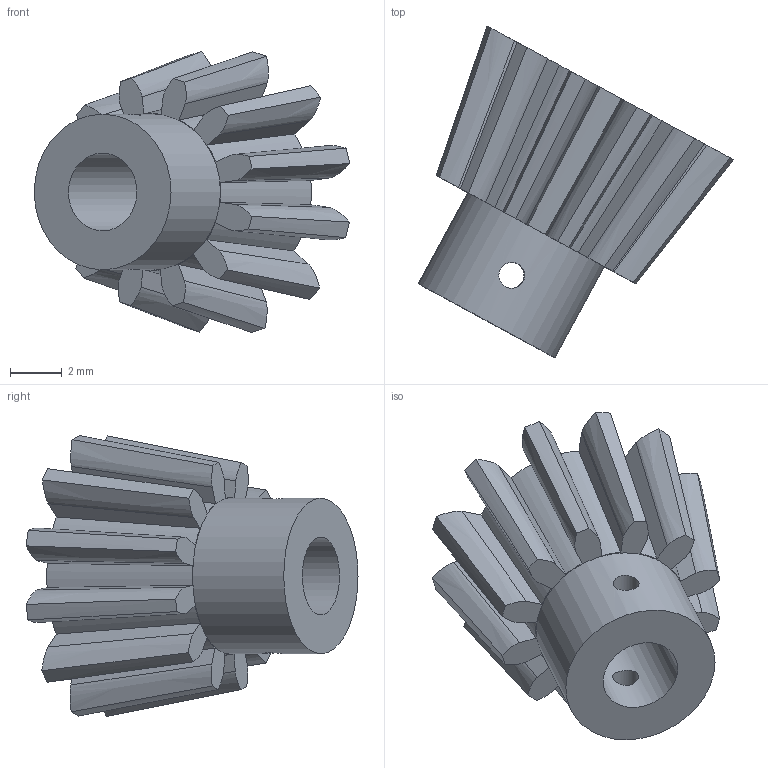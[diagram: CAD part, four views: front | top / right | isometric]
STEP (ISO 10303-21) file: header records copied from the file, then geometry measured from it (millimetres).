
FILE_DESCRIPTION(/* description */ (''),/* implementation_level */ '2;1');
FILE_NAME(/* name */ 'PinionGear.step',/* time_stamp */ '2026-01-01T21:42:03+01:00',/* author */ (''),/* organization */ (''),/* preprocessor_version */ 'ST-DEVELOPER v20.1',/* originating_system */ 'Autodesk Translation Framework v14.21.0.0',/* authorisation */ '');
FILE_SCHEMA (('AUTOMOTIVE_DESIGN { 1 0 10303 214 3 1 1 }'));
Length unit declared in the file: millimetre
Products named in the file (3): TabletHolderAssembly_NokiaT10; BevelGear; PinionGear
Assembly tree (2 placements, depth 3):
  TabletHolderAssembly_NokiaT10
    BevelGear
      PinionGear
Bounding box: 12.16 x 12.8 x 10.83 mm (x, y, z)
Volume: 370.2 mm3; surface area: 621.2 mm2
Topology: 1 solids, 1 shells, 79 faces, 232 edges, 156 vertices
Faces by surface type: bspline 60, cone 12, cylinder 4, plane 3
Full cylindrical faces by diameter (mm): 1 x2, 3 x1, 6 x1
Entity records: 4355 total; most frequent: CARTESIAN_POINT 2709, ORIENTED_EDGE 464, EDGE_CURVE 232, B_SPLINE_CURVE_WITH_KNOTS 200, VERTEX_POINT 156, DIRECTION 108, EDGE_LOOP 86, FACE_OUTER_BOUND 79
